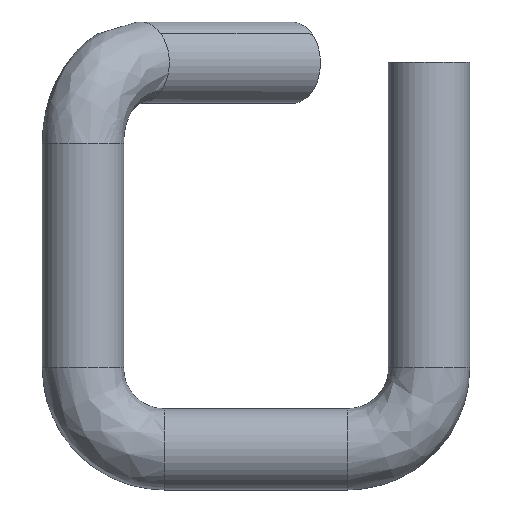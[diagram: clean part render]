
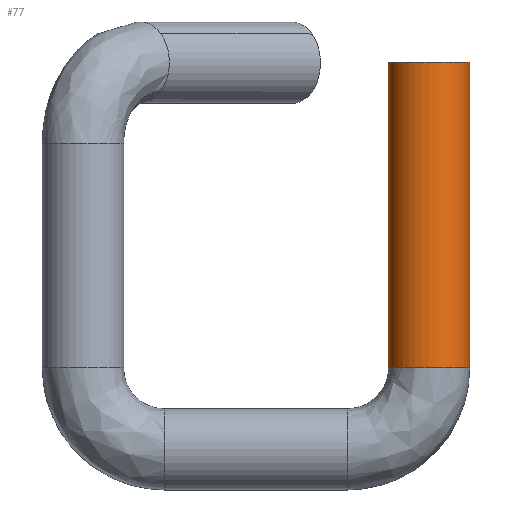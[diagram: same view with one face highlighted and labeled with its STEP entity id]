
A CAD part, top view. The second image highlights one B-rep face of the part: STEP entity #77.
In plain terms, the highlighted cylindrical face has radius 6.35 mm (diameter 12.7 mm), a partial arc.
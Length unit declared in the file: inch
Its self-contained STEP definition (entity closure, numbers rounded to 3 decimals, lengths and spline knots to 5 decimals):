
#77=ADVANCED_FACE('',(#152),#153,.T.);
#152=FACE_OUTER_BOUND('',#439,.T.);
#153=CYLINDRICAL_SURFACE('',#440,0.25);
#439=EDGE_LOOP('',(#738,#739,#740,#741));
#440=AXIS2_PLACEMENT_3D('',#742,#743,#744);
#738=ORIENTED_EDGE('',*,*,#838,.F.);
#739=ORIENTED_EDGE('',*,*,#805,.T.);
#740=ORIENTED_EDGE('',*,*,#839,.F.);
#741=ORIENTED_EDGE('',*,*,#822,.T.);
#742=CARTESIAN_POINT('',(1.625,2.375,0.0));
#743=DIRECTION('',(-0.0,1.0,-0.0));
#744=DIRECTION('',(1.0,0.0,0.0));
#805=EDGE_CURVE('',#855,#856,#857,.T.);
#822=EDGE_CURVE('',#879,#883,#885,.T.);
#838=EDGE_CURVE('',#855,#883,#907,.T.);
#839=EDGE_CURVE('',#879,#856,#908,.T.);
#855=VERTEX_POINT('',#924);
#856=VERTEX_POINT('',#925);
#857=CIRCLE('',#926,0.25);
#879=VERTEX_POINT('',#950);
#883=VERTEX_POINT('',#959);
#885=CIRCLE('',#966,0.25);
#907=LINE('',#1010,#1011);
#908=LINE('',#1012,#1013);
#924=CARTESIAN_POINT('',(1.875,2.375,0.0));
#925=CARTESIAN_POINT('',(1.375,2.375,0.));
#926=AXIS2_PLACEMENT_3D('',#1030,#1031,#1032);
#950=CARTESIAN_POINT('',(1.375,0.5,0.));
#959=CARTESIAN_POINT('',(1.875,0.5,0.0));
#966=AXIS2_PLACEMENT_3D('',#1062,#1063,#1064);
#1010=CARTESIAN_POINT('',(1.875,2.375,0.));
#1011=VECTOR('',#1082,1.0);
#1012=CARTESIAN_POINT('',(1.375,2.375,0.));
#1013=VECTOR('',#1083,1.0);
#1030=CARTESIAN_POINT('',(1.625,2.375,0.0));
#1031=DIRECTION('',(0.0,-1.0,0.0));
#1032=DIRECTION('',(1.0,0.0,0.0));
#1062=CARTESIAN_POINT('',(1.625,0.5,0.0));
#1063=DIRECTION('',(-0.0,1.0,0.0));
#1064=DIRECTION('',(1.0,0.0,0.0));
#1082=DIRECTION('',(0.0,-1.0,0.0));
#1083=DIRECTION('',(-0.0,1.0,-0.0));
